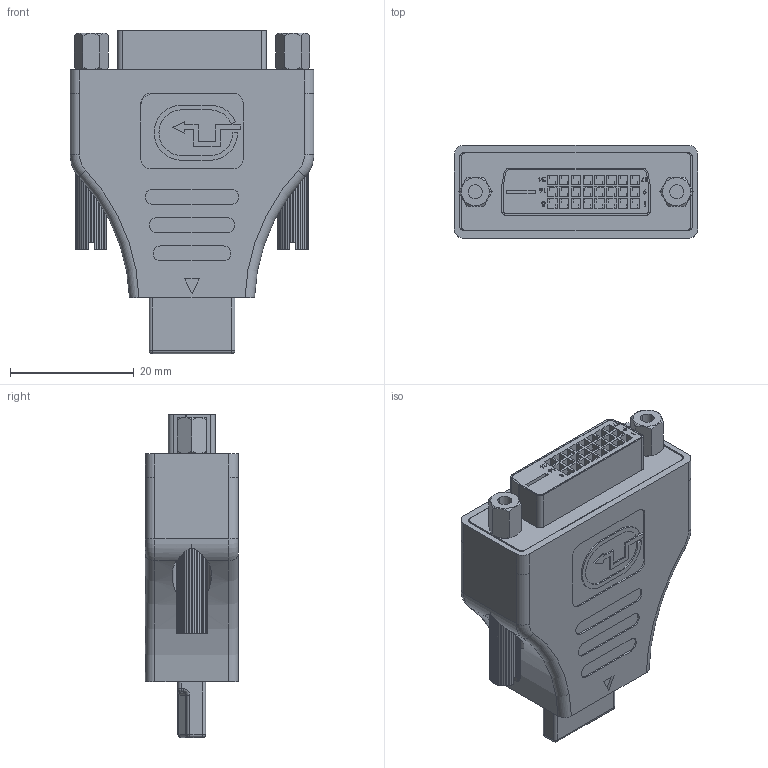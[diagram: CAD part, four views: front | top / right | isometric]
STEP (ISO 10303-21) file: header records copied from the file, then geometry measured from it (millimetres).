
FILE_DESCRIPTION (( 'STEP AP214' ), '1' );
FILE_NAME ('DVIHDFM.STEP', '2006-08-28T20:14:16', ( 'L-COM' ), ( 'L-COM' ), 'SwSTEP 2.0', 'SolidWorks 2006052', '' );
FILE_SCHEMA (( 'AUTOMOTIVE_DESIGN' ));
Length unit declared in the file: inch
Products named in the file (8): DVIHDFX-MA1; MTN-139-MA1; MTN-083-MA2; 3AA07-051; MTN-140; SDH-PROD; DVIHDFM; DVIHDXM-MA1
Assembly tree (9 placements, depth 3):
  DVIHDFM
    DVIHDFX-MA1
    SDH-PROD  x2
    DVIHDXM-MA1
    MTN-140
      MTN-083-MA2
      3AA07-051  x2
      MTN-139-MA1
Bounding box: 39.32 x 15.04 x 52.17 mm (x, y, z)
Volume: 19043.3 mm3; surface area: 11320.2 mm2
Topology: 8 solids, 8 shells, 1301 faces, 3444 edges, 2233 vertices
Faces by surface type: plane 863, cylinder 257, cone 76, bspline 75, sphere 18, torus 12
Entity records: 44394 total; most frequent: CARTESIAN_POINT 13465, ORIENTED_EDGE 5898, DIRECTION 5331, EDGE_CURVE 2949, VECTOR 2325, LINE 2325, VERTEX_POINT 1929, AXIS2_PLACEMENT_3D 1503
